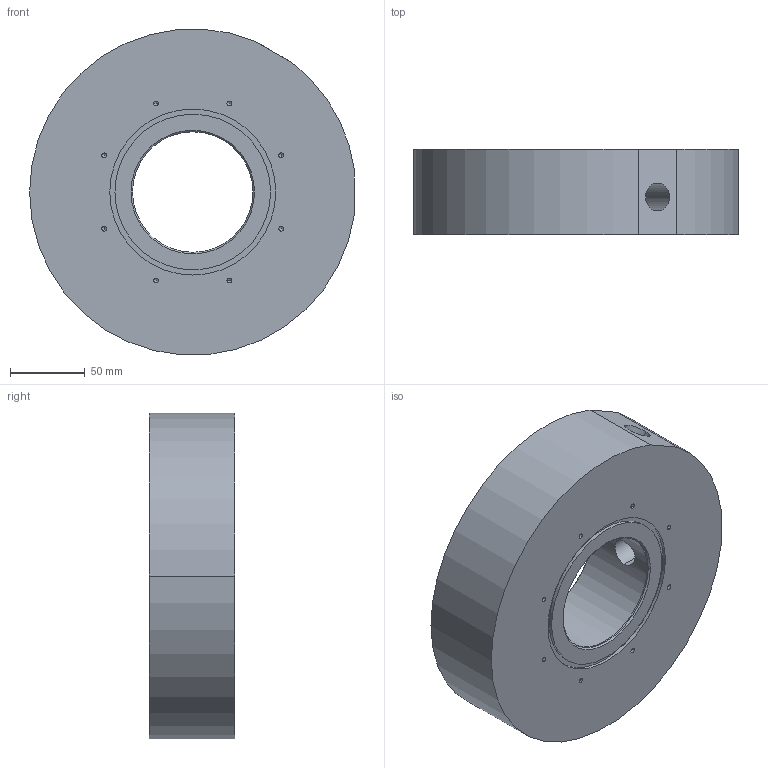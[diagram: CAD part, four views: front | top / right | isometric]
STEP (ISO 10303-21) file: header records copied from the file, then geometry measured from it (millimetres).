
FILE_DESCRIPTION (( 'STEP AP214' ), '1' );
FILE_NAME ('MINT032-M-1001.ipt.STEP', '2025-02-26T10:18:26', ( '' ), ( '' ), 'SwSTEP 2.0', 'SolidWorks 2025', '' );
FILE_SCHEMA (( 'AUTOMOTIVE_DESIGN' ));
Length unit declared in the file: millimetre
Products named in the file (1): MINT032-M-1001.ipt
Bounding box: 217 x 57 x 217.54 mm (x, y, z)
Volume: 1742994 mm3; surface area: 137088.2 mm2
Topology: 1 solids, 1 shells, 94 faces, 226 edges, 126 vertices
Faces by surface type: cylinder 51, cone 32, plane 11
Entity records: 2751 total; most frequent: CARTESIAN_POINT 607, DIRECTION 484, ORIENTED_EDGE 396, EDGE_CURVE 198, AXIS2_PLACEMENT_3D 197, VERTEX_POINT 126, EDGE_LOOP 120, CIRCLE 102
